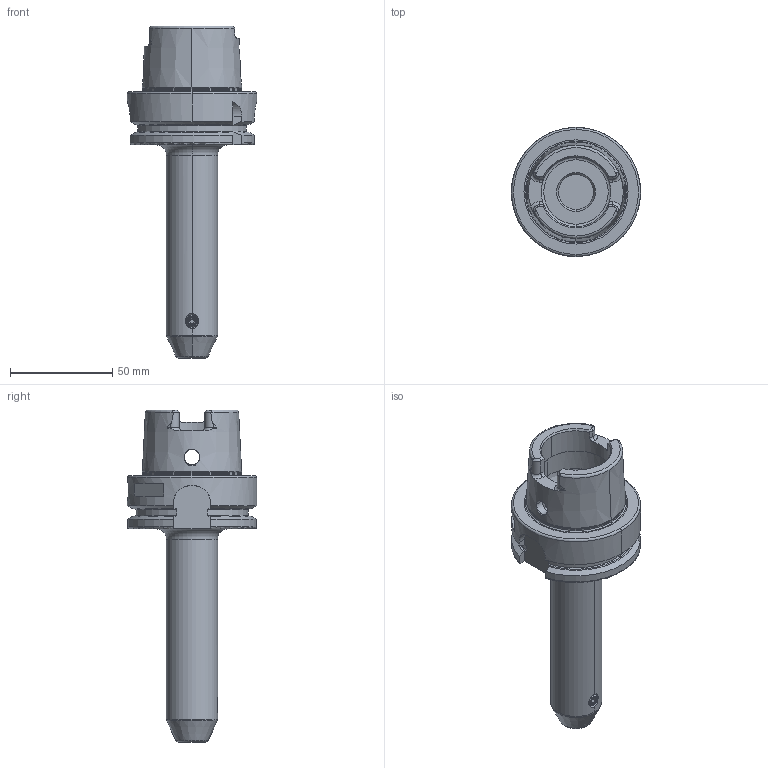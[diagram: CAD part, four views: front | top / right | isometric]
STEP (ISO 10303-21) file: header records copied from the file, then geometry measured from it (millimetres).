
FILE_DESCRIPTION((''),'2;1');
FILE_NAME('A63_04_06_130_K','2021-04-01T',('103090'),(''),'CREO PARAMETRIC BY PTC INC, 2016260','CREO PARAMETRIC BY PTC INC, 2016260','');
FILE_SCHEMA(('CONFIG_CONTROL_DESIGN'));
Length unit declared in the file: millimetre
Products named in the file (1): A63_04_06_130_K
Bounding box: 63 x 63 x 162 mm (x, y, z)
Volume: 127378.8 mm3; surface area: 32316.7 mm2
Topology: 1 solids, 1 shells, 196 faces, 489 edges, 303 vertices
Faces by surface type: plane 60, cylinder 57, cone 42, torus 37
Entity records: 6648 total; most frequent: CARTESIAN_POINT 1987, DIRECTION 980, ORIENTED_EDGE 974, EDGE_CURVE 487, AXIS2_PLACEMENT_3D 408, VERTEX_POINT 303, EDGE_LOOP 210, CIRCLE 209
